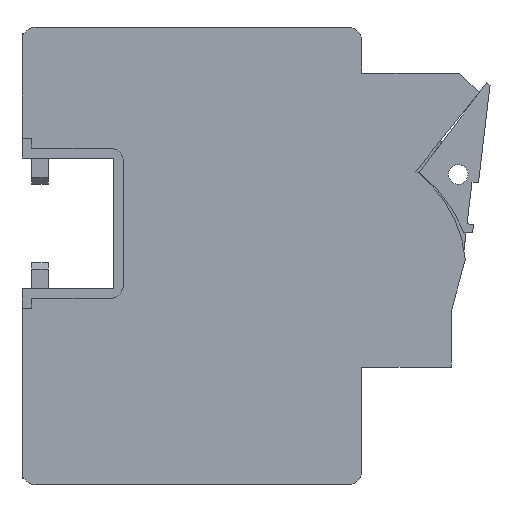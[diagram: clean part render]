
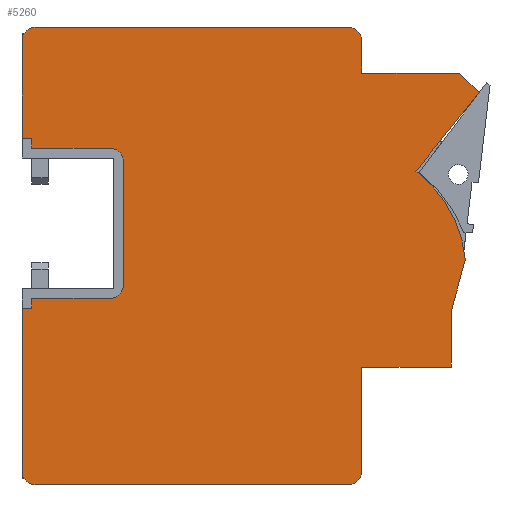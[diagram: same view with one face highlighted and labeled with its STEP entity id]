
A CAD part, left-side view. The second image highlights one B-rep face of the part: STEP entity #5260.
In plain terms, the highlighted face is planar.
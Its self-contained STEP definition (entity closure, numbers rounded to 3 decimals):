
#248=CIRCLE('',#5714,19.2);
#259=CIRCLE('',#5735,2.);
#260=CIRCLE('',#5736,2.);
#261=CIRCLE('',#5737,2.);
#262=CIRCLE('',#5738,2.);
#263=CIRCLE('',#5739,2.);
#264=CIRCLE('',#5740,2.);
#1408=ORIENTED_EDGE('',*,*,#2425,.T.);
#1409=ORIENTED_EDGE('',*,*,#2426,.T.);
#1410=ORIENTED_EDGE('',*,*,#2344,.T.);
#1411=ORIENTED_EDGE('',*,*,#2427,.T.);
#1412=ORIENTED_EDGE('',*,*,#2397,.T.);
#1413=ORIENTED_EDGE('',*,*,#2428,.T.);
#1414=ORIENTED_EDGE('',*,*,#2429,.T.);
#1415=ORIENTED_EDGE('',*,*,#2430,.T.);
#1416=ORIENTED_EDGE('',*,*,#2357,.T.);
#1417=ORIENTED_EDGE('',*,*,#2365,.T.);
#1418=ORIENTED_EDGE('',*,*,#2371,.T.);
#1419=ORIENTED_EDGE('',*,*,#2377,.T.);
#1420=ORIENTED_EDGE('',*,*,#2386,.T.);
#1421=ORIENTED_EDGE('',*,*,#2431,.T.);
#1422=ORIENTED_EDGE('',*,*,#2432,.T.);
#1423=ORIENTED_EDGE('',*,*,#2433,.T.);
#1424=ORIENTED_EDGE('',*,*,#2434,.T.);
#1425=ORIENTED_EDGE('',*,*,#2435,.T.);
#1426=ORIENTED_EDGE('',*,*,#2334,.T.);
#1427=ORIENTED_EDGE('',*,*,#2436,.T.);
#1428=ORIENTED_EDGE('',*,*,#2437,.T.);
#1429=ORIENTED_EDGE('',*,*,#2438,.T.);
#1430=ORIENTED_EDGE('',*,*,#2439,.T.);
#1431=ORIENTED_EDGE('',*,*,#2440,.T.);
#1432=ORIENTED_EDGE('',*,*,#2441,.T.);
#1433=ORIENTED_EDGE('',*,*,#2442,.T.);
#2334=EDGE_CURVE('',#2934,#2933,#3461,.T.);
#2344=EDGE_CURVE('',#2941,#2940,#3471,.T.);
#2357=EDGE_CURVE('',#2952,#2951,#3484,.T.);
#2365=EDGE_CURVE('',#2951,#2958,#3492,.T.);
#2371=EDGE_CURVE('',#2958,#2962,#248,.T.);
#2377=EDGE_CURVE('',#2962,#2966,#3500,.T.);
#2386=EDGE_CURVE('',#2966,#2972,#3509,.T.);
#2397=EDGE_CURVE('',#2975,#2982,#3518,.T.);
#2425=EDGE_CURVE('',#3004,#3005,#3540,.T.);
#2426=EDGE_CURVE('',#3005,#2941,#3541,.T.);
#2427=EDGE_CURVE('',#2940,#2975,#259,.T.);
#2428=EDGE_CURVE('',#2982,#3006,#260,.T.);
#2429=EDGE_CURVE('',#3006,#3007,#3542,.T.);
#2430=EDGE_CURVE('',#3007,#2952,#3543,.T.);
#2431=EDGE_CURVE('',#2972,#3008,#3544,.T.);
#2432=EDGE_CURVE('',#3008,#3009,#3545,.T.);
#2433=EDGE_CURVE('',#3009,#3010,#261,.T.);
#2434=EDGE_CURVE('',#3010,#3011,#3546,.T.);
#2435=EDGE_CURVE('',#3011,#2934,#262,.T.);
#2436=EDGE_CURVE('',#2933,#3012,#3547,.T.);
#2437=EDGE_CURVE('',#3012,#3013,#3548,.T.);
#2438=EDGE_CURVE('',#3013,#3014,#3549,.T.);
#2439=EDGE_CURVE('',#3014,#3015,#263,.F.);
#2440=EDGE_CURVE('',#3015,#3016,#3550,.T.);
#2441=EDGE_CURVE('',#3016,#3017,#264,.F.);
#2442=EDGE_CURVE('',#3017,#3004,#3551,.T.);
#2933=VERTEX_POINT('',#8427);
#2934=VERTEX_POINT('',#8429);
#2940=VERTEX_POINT('',#8445);
#2941=VERTEX_POINT('',#8447);
#2951=VERTEX_POINT('',#8471);
#2952=VERTEX_POINT('',#8473);
#2958=VERTEX_POINT('',#8487);
#2962=VERTEX_POINT('',#8499);
#2966=VERTEX_POINT('',#8511);
#2972=VERTEX_POINT('',#8528);
#2975=VERTEX_POINT('',#8538);
#2982=VERTEX_POINT('',#8551);
#3004=VERTEX_POINT('',#8606);
#3005=VERTEX_POINT('',#8607);
#3006=VERTEX_POINT('',#8611);
#3007=VERTEX_POINT('',#8613);
#3008=VERTEX_POINT('',#8616);
#3009=VERTEX_POINT('',#8618);
#3010=VERTEX_POINT('',#8620);
#3011=VERTEX_POINT('',#8622);
#3012=VERTEX_POINT('',#8625);
#3013=VERTEX_POINT('',#8627);
#3014=VERTEX_POINT('',#8629);
#3015=VERTEX_POINT('',#8631);
#3016=VERTEX_POINT('',#8633);
#3017=VERTEX_POINT('',#8635);
#3461=LINE('',#8428,#4053);
#3471=LINE('',#8446,#4063);
#3484=LINE('',#8472,#4076);
#3492=LINE('',#8488,#4084);
#3500=LINE('',#8512,#4092);
#3509=LINE('',#8529,#4101);
#3518=LINE('',#8552,#4110);
#3540=LINE('',#8605,#4132);
#3541=LINE('',#8608,#4133);
#3542=LINE('',#8612,#4134);
#3543=LINE('',#8614,#4135);
#3544=LINE('',#8615,#4136);
#3545=LINE('',#8617,#4137);
#3546=LINE('',#8621,#4138);
#3547=LINE('',#8624,#4139);
#3548=LINE('',#8626,#4140);
#3549=LINE('',#8628,#4141);
#3550=LINE('',#8632,#4142);
#3551=LINE('',#8636,#4143);
#4053=VECTOR('',#6852,1000.);
#4063=VECTOR('',#6864,1000.);
#4076=VECTOR('',#6881,1000.);
#4084=VECTOR('',#6891,1000.);
#4092=VECTOR('',#6915,1000.);
#4101=VECTOR('',#6928,1000.);
#4110=VECTOR('',#6945,1000.);
#4132=VECTOR('',#6987,1000.);
#4133=VECTOR('',#6988,1000.);
#4134=VECTOR('',#6993,1000.);
#4135=VECTOR('',#6994,1000.);
#4136=VECTOR('',#6995,1000.);
#4137=VECTOR('',#6996,1000.);
#4138=VECTOR('',#6999,1000.);
#4139=VECTOR('',#7002,1000.);
#4140=VECTOR('',#7003,1000.);
#4141=VECTOR('',#7004,1000.);
#4142=VECTOR('',#7007,1000.);
#4143=VECTOR('',#7010,1000.);
#4468=EDGE_LOOP('',(#1408,#1409,#1410,#1411,#1412,#1413,#1414,#1415,#1416,
#1417,#1418,#1419,#1420,#1421,#1422,#1423,#1424,#1425,#1426,#1427,#1428,
#1429,#1430,#1431,#1432,#1433));
#4782=FACE_BOUND('',#4468,.T.);
#4998=PLANE('',#5734);
#5260=ADVANCED_FACE('',(#4782),#4998,.T.);
#5714=AXIS2_PLACEMENT_3D('',#8500,#6902,#6903);
#5734=AXIS2_PLACEMENT_3D('',#8604,#6985,#6986);
#5735=AXIS2_PLACEMENT_3D('',#8609,#6989,#6990);
#5736=AXIS2_PLACEMENT_3D('',#8610,#6991,#6992);
#5737=AXIS2_PLACEMENT_3D('',#8619,#6997,#6998);
#5738=AXIS2_PLACEMENT_3D('',#8623,#7000,#7001);
#5739=AXIS2_PLACEMENT_3D('',#8630,#7005,#7006);
#5740=AXIS2_PLACEMENT_3D('',#8634,#7008,#7009);
#6852=DIRECTION('',(0.,-1.,0.));
#6864=DIRECTION('',(0.,-1.,0.));
#6881=DIRECTION('',(0.,1.,0.));
#6891=DIRECTION('',(0.262,0.965,0.));
#6902=DIRECTION('',(0.,0.,1.));
#6903=DIRECTION('',(1.,0.,0.));
#6915=DIRECTION('',(0.628,0.778,0.));
#6928=DIRECTION('',(-0.707,0.707,0.));
#6945=DIRECTION('',(1.,0.,0.));
#6985=DIRECTION('',(0.,0.,1.));
#6986=DIRECTION('',(1.,0.,0.));
#6987=DIRECTION('',(0.,-1.,0.));
#6988=DIRECTION('',(-1.,0.,0.));
#6989=DIRECTION('',(0.,0.,1.));
#6990=DIRECTION('',(1.,0.,0.));
#6991=DIRECTION('',(0.,0.,1.));
#6992=DIRECTION('',(1.,0.,0.));
#6993=DIRECTION('',(0.,1.,0.));
#6994=DIRECTION('',(1.,0.,0.));
#6995=DIRECTION('',(-1.,0.,0.));
#6996=DIRECTION('',(0.,1.,0.));
#6997=DIRECTION('',(0.,0.,1.));
#6998=DIRECTION('',(1.,0.,0.));
#6999=DIRECTION('',(-1.,0.,0.));
#7000=DIRECTION('',(0.,0.,1.));
#7001=DIRECTION('',(1.,0.,0.));
#7002=DIRECTION('',(1.,0.,0.));
#7003=DIRECTION('',(0.,-1.,0.));
#7004=DIRECTION('',(1.,0.,0.));
#7005=DIRECTION('',(0.,0.,1.));
#7006=DIRECTION('',(1.,0.,0.));
#7007=DIRECTION('',(0.,-1.,0.));
#7008=DIRECTION('',(0.,0.,1.));
#7009=DIRECTION('',(1.,0.,0.));
#7010=DIRECTION('',(-1.,0.,0.));
#8427=CARTESIAN_POINT('',(0.,53.,9.));
#8428=CARTESIAN_POINT('',(0.,68.,9.));
#8429=CARTESIAN_POINT('',(0.,68.,9.));
#8445=CARTESIAN_POINT('',(0.,2.,9.));
#8446=CARTESIAN_POINT('',(0.,68.,9.));
#8447=CARTESIAN_POINT('',(0.,27.,9.));
#8471=CARTESIAN_POINT('',(65.753,26.672,9.));
#8472=CARTESIAN_POINT('',(65.753,18.,9.));
#8473=CARTESIAN_POINT('',(65.753,18.,9.));
#8487=CARTESIAN_POINT('',(67.868,34.475,9.));
#8488=CARTESIAN_POINT('',(65.753,26.672,9.));
#8499=CARTESIAN_POINT('',(60.316,48.,9.));
#8500=CARTESIAN_POINT('',(48.753,32.672,9.));
#8511=CARTESIAN_POINT('',(70.,60.,9.));
#8512=CARTESIAN_POINT('',(60.316,48.,9.));
#8528=CARTESIAN_POINT('',(67.,63.,9.));
#8529=CARTESIAN_POINT('',(70.,60.,9.));
#8538=CARTESIAN_POINT('',(2.,0.,9.));
#8551=CARTESIAN_POINT('',(50.,0.,9.));
#8552=CARTESIAN_POINT('',(2.,0.,9.));
#8604=CARTESIAN_POINT('',(2.,2.,9.));
#8605=CARTESIAN_POINT('',(1.5,2.,9.));
#8606=CARTESIAN_POINT('',(1.5,28.5,9.));
#8607=CARTESIAN_POINT('',(1.5,27.,9.));
#8608=CARTESIAN_POINT('',(2.,27.,9.));
#8609=CARTESIAN_POINT('',(2.,2.,9.));
#8610=CARTESIAN_POINT('',(50.,2.,9.));
#8611=CARTESIAN_POINT('',(52.,2.,9.));
#8612=CARTESIAN_POINT('',(52.,2.,9.));
#8613=CARTESIAN_POINT('',(52.,18.,9.));
#8614=CARTESIAN_POINT('',(52.,18.,9.));
#8615=CARTESIAN_POINT('',(67.,63.,9.));
#8616=CARTESIAN_POINT('',(52.,63.,9.));
#8617=CARTESIAN_POINT('',(52.,63.,9.));
#8618=CARTESIAN_POINT('',(52.,68.,9.));
#8619=CARTESIAN_POINT('',(50.,68.,9.));
#8620=CARTESIAN_POINT('',(50.,70.,9.));
#8621=CARTESIAN_POINT('',(50.,70.,9.));
#8622=CARTESIAN_POINT('',(2.,70.,9.));
#8623=CARTESIAN_POINT('',(2.,68.,9.));
#8624=CARTESIAN_POINT('',(2.,53.,9.));
#8625=CARTESIAN_POINT('',(1.5,53.,9.));
#8626=CARTESIAN_POINT('',(1.5,2.,9.));
#8627=CARTESIAN_POINT('',(1.5,51.5,9.));
#8628=CARTESIAN_POINT('',(2.,51.5,9.));
#8629=CARTESIAN_POINT('',(13.5,51.5,9.));
#8630=CARTESIAN_POINT('',(13.5,49.5,9.));
#8631=CARTESIAN_POINT('',(15.5,49.5,9.));
#8632=CARTESIAN_POINT('',(15.5,2.,9.));
#8633=CARTESIAN_POINT('',(15.5,30.5,9.));
#8634=CARTESIAN_POINT('',(13.5,30.5,9.));
#8635=CARTESIAN_POINT('',(13.5,28.5,9.));
#8636=CARTESIAN_POINT('',(2.,28.5,9.));
